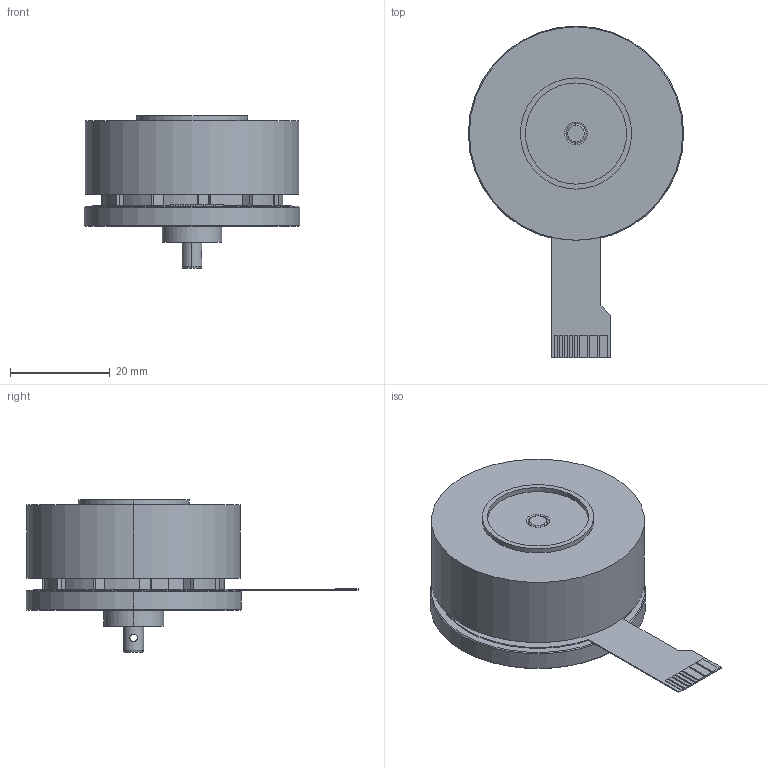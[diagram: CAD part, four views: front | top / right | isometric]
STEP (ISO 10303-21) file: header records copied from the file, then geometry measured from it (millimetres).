
FILE_DESCRIPTION (( 'STEP AP203' ), '1' );
FILE_NAME ('4522.STEP', '2019-12-14T06:45:46', ( '' ), ( '' ), 'SwSTEP 2.0', 'SolidWorks 2015', '' );
FILE_SCHEMA (( 'CONFIG_CONTROL_DESIGN' ));
Length unit declared in the file: millimetre
Products named in the file (8): 50W蛌粣; 50W儂褲; 684粣創; 4522; PCB软板; 50W杶芠; 50W隅赽; 50W假蚾啣
Assembly tree (7 placements, depth 2):
  4522
    PCB软板
    50W假蚾啣
    50W杶芠
    50W隅赽
    684粣創
    50W蛌粣
    50W儂褲
Bounding box: 43.2 x 66.6 x 30.6 mm (x, y, z)
Volume: 15908.1 mm3; surface area: 20913.6 mm2
Topology: 7 solids, 7 shells, 311 faces, 804 edges, 528 vertices
Faces by surface type: cylinder 155, plane 132, torus 14, cone 10
Entity records: 10576 total; most frequent: DIRECTION 1786, CARTESIAN_POINT 1721, ORIENTED_EDGE 1608, EDGE_CURVE 804, AXIS2_PLACEMENT_3D 665, VERTEX_POINT 528, LINE 456, VECTOR 456
